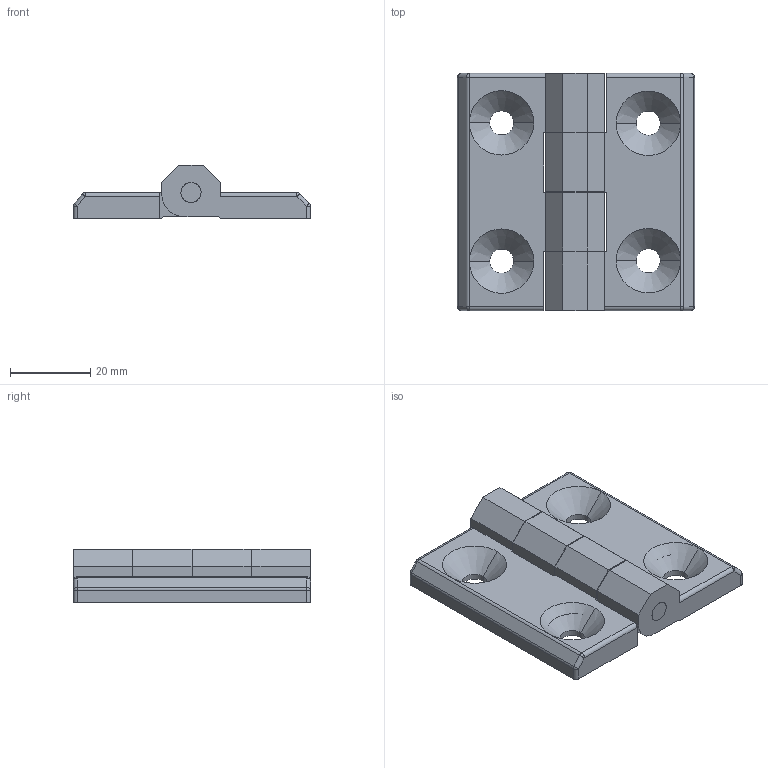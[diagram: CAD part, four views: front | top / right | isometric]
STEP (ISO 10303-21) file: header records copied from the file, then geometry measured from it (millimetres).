
FILE_DESCRIPTION (( 'STEP AP214' ), '1' );
FILE_NAME ('SNSD.30.51.08. Ïåòëÿ äâåðíàÿ ñòàëüíàÿ 3040(B54).STEP', '2014-11-28T10:04:53', ( 'XTreme.ws' ), ( 'XTreme.ws' ), 'SwSTEP 2.0', 'SolidWorks 2014', '' );
FILE_SCHEMA (( 'AUTOMOTIVE_DESIGN' ));
Length unit declared in the file: millimetre
Products named in the file (4): SNSD.30.50.96. Ïåòëÿ äâåðíàÿ àëþìèíåâàÿ ìàëàÿ(B47)E07B48B54_00; SNSD.30.50.96. ﾏ琿褻(B47)E07B48B54_00; SNSD.30.50.96. Ïåòëÿ äâåðíàÿ àëþìèíåâàÿ 3045(B47)E07B48B54_00; SNSD.30.51.08. Ïåòëÿ äâåðíàÿ ñòàëüíàÿ 3040(B54)
Assembly tree (3 placements, depth 2):
  SNSD.30.51.08. Ïåòëÿ äâåðíàÿ ñòàëüíàÿ 3040(B54)
    SNSD.30.50.96. Ïåòëÿ äâåðíàÿ àëþìèíåâàÿ 3045(B47)E07B48B54_00
    SNSD.30.50.96. Ïåòëÿ äâåðíàÿ àëþìèíåâàÿ ìàëàÿ(B47)E07B48B54_00
    SNSD.30.50.96. ﾏ琿褻(B47)E07B48B54_00
Bounding box: 58.99 x 59 x 13.24 mm (x, y, z)
Volume: 19707 mm3; surface area: 13142.9 mm2
Topology: 3 solids, 3 shells, 124 faces, 324 edges, 200 vertices
Faces by surface type: plane 66, cylinder 42, cone 8, sphere 8
Entity records: 3902 total; most frequent: DIRECTION 668, CARTESIAN_POINT 646, ORIENTED_EDGE 632, EDGE_CURVE 316, LINE 224, VECTOR 224, AXIS2_PLACEMENT_3D 222, VERTEX_POINT 200
